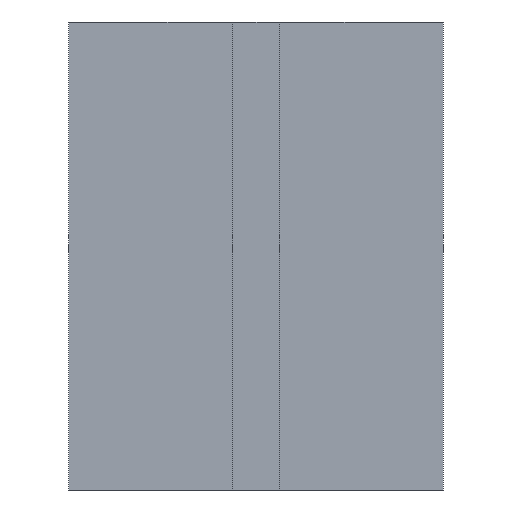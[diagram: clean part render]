
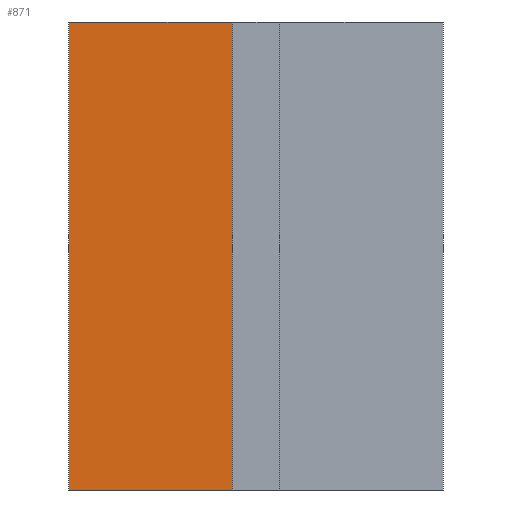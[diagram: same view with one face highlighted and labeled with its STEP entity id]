
A CAD part, front view. The second image highlights one B-rep face of the part: STEP entity #871.
In plain terms, the highlighted planar face has unit normal (0, -1, 0).
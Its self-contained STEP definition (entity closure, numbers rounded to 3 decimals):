
#7 = LINE ( 'NONE', #920, #2296 ) ;
#130 = DIRECTION ( 'NONE',  ( 0., 0., -1. ) ) ;
#361 = LINE ( 'NONE', #1713, #696 ) ;
#363 = EDGE_CURVE ( 'NONE', #1421, #1307, #1053, .T. ) ;
#518 = VERTEX_POINT ( 'NONE', #1541 ) ;
#634 = ORIENTED_EDGE ( 'NONE', *, *, #363, .T. ) ;
#689 = VECTOR ( 'NONE', #130, 1000. ) ;
#696 = VECTOR ( 'NONE', #1792, 1000. ) ;
#757 = ORIENTED_EDGE ( 'NONE', *, *, #2794, .T. ) ;
#871 = ADVANCED_FACE ( 'NONE', ( #2284 ), #2242, .F. ) ;
#920 = CARTESIAN_POINT ( 'NONE',  ( 34.9, 0., 50. ) ) ;
#1009 = LINE ( 'NONE', #1920, #1963 ) ;
#1053 = LINE ( 'NONE', #2175, #689 ) ;
#1161 = AXIS2_PLACEMENT_3D ( 'NONE', #1814, #2704, #2758 ) ;
#1307 = VERTEX_POINT ( 'NONE', #2435 ) ;
#1421 = VERTEX_POINT ( 'NONE', #1604 ) ;
#1466 = ORIENTED_EDGE ( 'NONE', *, *, #1638, .F. ) ;
#1541 = CARTESIAN_POINT ( 'NONE',  ( 34.9, 0., -50. ) ) ;
#1604 = CARTESIAN_POINT ( 'NONE',  ( 0., 0., 50. ) ) ;
#1638 = EDGE_CURVE ( 'NONE', #1421, #1932, #361, .T. ) ;
#1694 = DIRECTION ( 'NONE',  ( 1., 0., 0. ) ) ;
#1713 = CARTESIAN_POINT ( 'NONE',  ( 0., 0., 50. ) ) ;
#1792 = DIRECTION ( 'NONE',  ( 1., 0., 0. ) ) ;
#1814 = CARTESIAN_POINT ( 'NONE',  ( 0., 0., 50. ) ) ;
#1920 = CARTESIAN_POINT ( 'NONE',  ( 0., 0., -50. ) ) ;
#1932 = VERTEX_POINT ( 'NONE', #2608 ) ;
#1963 = VECTOR ( 'NONE', #1694, 1000. ) ;
#2027 = DIRECTION ( 'NONE',  ( 0., 0., -1. ) ) ;
#2175 = CARTESIAN_POINT ( 'NONE',  ( 0., 0., 50. ) ) ;
#2242 = PLANE ( 'NONE',  #1161 ) ;
#2284 = FACE_OUTER_BOUND ( 'NONE', #2351, .T. ) ;
#2296 = VECTOR ( 'NONE', #2027, 1000. ) ;
#2351 = EDGE_LOOP ( 'NONE', ( #757, #2900, #1466, #634 ) ) ;
#2435 = CARTESIAN_POINT ( 'NONE',  ( 0., 0., -50. ) ) ;
#2608 = CARTESIAN_POINT ( 'NONE',  ( 34.9, 0., 50. ) ) ;
#2662 = EDGE_CURVE ( 'NONE', #1932, #518, #7, .T. ) ;
#2704 = DIRECTION ( 'NONE',  ( 0., 1., 0. ) ) ;
#2758 = DIRECTION ( 'NONE',  ( -1., 0., 0. ) ) ;
#2794 = EDGE_CURVE ( 'NONE', #1307, #518, #1009, .T. ) ;
#2900 = ORIENTED_EDGE ( 'NONE', *, *, #2662, .F. ) ;
